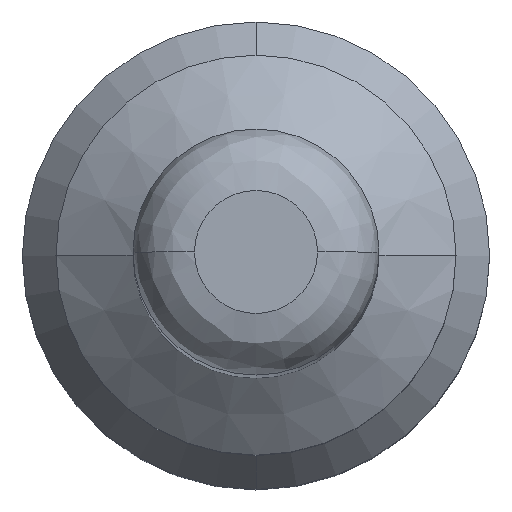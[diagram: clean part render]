
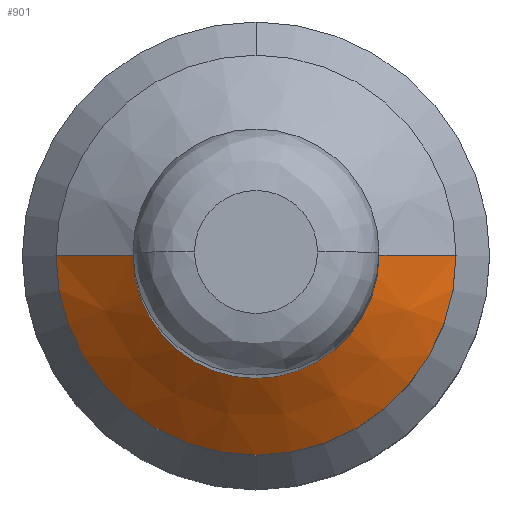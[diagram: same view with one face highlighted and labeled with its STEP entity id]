
A CAD part, top view. The second image highlights one B-rep face of the part: STEP entity #901.
In plain terms, the highlighted conical face has half-angle 52.125 degrees and reference radius 1.313 mm.
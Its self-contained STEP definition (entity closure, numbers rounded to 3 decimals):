
#231=DIRECTION('',(-0.789,0.,0.614));
#232=VECTOR('',#231,0.794);
#233=CARTESIAN_POINT('',(1.626,0.,-14.987));
#234=LINE('',#233,#232);
#245=CARTESIAN_POINT('',(0.,0.,-14.987));
#246=DIRECTION('',(0.,0.,-1.));
#247=DIRECTION('',(0.,-1.,0.));
#248=AXIS2_PLACEMENT_3D('',#245,#246,#247);
#250=DIRECTION('',(0.789,0.,0.614));
#251=VECTOR('',#250,0.794);
#252=CARTESIAN_POINT('',(-1.626,0.,-14.987));
#253=LINE('',#252,#251);
#254=CARTESIAN_POINT('',(0.,0.,-14.5));
#255=DIRECTION('',(0.,0.,1.));
#256=DIRECTION('',(-1.,0.,0.));
#257=AXIS2_PLACEMENT_3D('',#254,#255,#256);
#259=CARTESIAN_POINT('',(0.,0.,-14.987));
#260=DIRECTION('',(0.,0.,-1.));
#261=DIRECTION('',(1.,0.,0.));
#262=AXIS2_PLACEMENT_3D('',#259,#260,#261);
#643=CARTESIAN_POINT('',(1.,0.,-14.5));
#644=VERTEX_POINT('',#643);
#645=CARTESIAN_POINT('',(-1.,0.,-14.5));
#646=VERTEX_POINT('',#645);
#722=CARTESIAN_POINT('',(-1.626,0.,-14.987));
#724=VERTEX_POINT('',#722);
#726=CARTESIAN_POINT('',(1.626,0.,-14.987));
#727=VERTEX_POINT('',#726);
#728=CARTESIAN_POINT('',(0.,-1.626,-14.987));
#729=VERTEX_POINT('',#728);
#888=CARTESIAN_POINT('',(0.,0.,-14.744));
#889=DIRECTION('',(0.,0.,-1.));
#890=DIRECTION('',(1.,0.,0.));
#891=AXIS2_PLACEMENT_3D('',#888,#889,#890);
#892=CONICAL_SURFACE('',#891,1.313,52.125);
#893=ORIENTED_EDGE('',*,*,#877,.T.);
#894=ORIENTED_EDGE('',*,*,#866,.T.);
#895=ORIENTED_EDGE('',*,*,#797,.T.);
#896=ORIENTED_EDGE('',*,*,#863,.F.);
#898=ORIENTED_EDGE('',*,*,#897,.T.);
#899=EDGE_LOOP('',(#893,#894,#895,#896,#898));
#900=FACE_OUTER_BOUND('',#899,.F.);
#901=ADVANCED_FACE('',(#900),#892,.T.);
#249=CIRCLE('',#248,1.626);
#258=CIRCLE('',#257,1.);
#263=CIRCLE('',#262,1.626);
#797=EDGE_CURVE('',#646,#644,#258,.T.);
#863=EDGE_CURVE('',#727,#644,#234,.T.);
#866=EDGE_CURVE('',#724,#646,#253,.T.);
#877=EDGE_CURVE('',#729,#724,#249,.T.);
#897=EDGE_CURVE('',#727,#729,#263,.T.);
